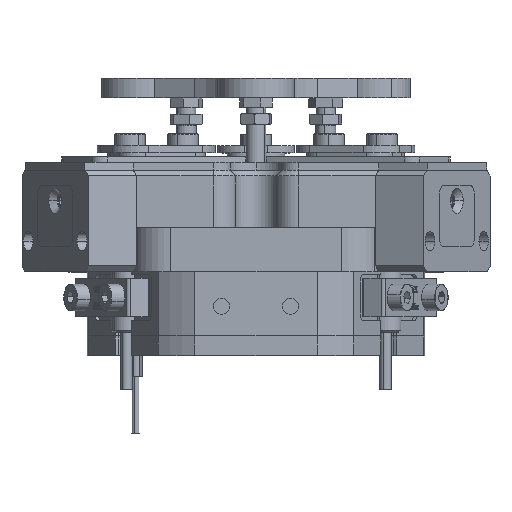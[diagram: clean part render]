
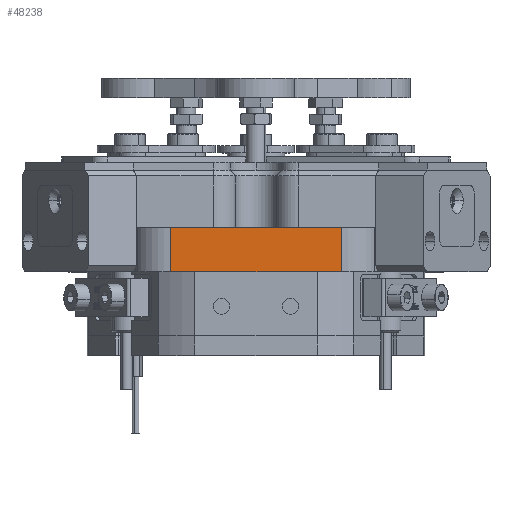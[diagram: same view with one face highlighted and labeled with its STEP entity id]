
A CAD part, top view. The second image highlights one B-rep face of the part: STEP entity #48238.
In plain terms, the highlighted planar face has unit normal (0, 0, 1).
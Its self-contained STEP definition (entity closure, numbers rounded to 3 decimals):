
#687 = VECTOR ( 'NONE', #16390, 1000. ) ;
#4431 = ORIENTED_EDGE ( 'NONE', *, *, #69283, .F. ) ;
#6563 = PLANE ( 'NONE',  #69691 ) ;
#8445 = ORIENTED_EDGE ( 'NONE', *, *, #68445, .T. ) ;
#12774 = EDGE_LOOP ( 'NONE', ( #8445, #38206, #4431, #60983 ) ) ;
#14472 = CARTESIAN_POINT ( 'NONE',  ( 22.228, -329.685, 43.5 ) ) ;
#16390 = DIRECTION ( 'NONE',  ( -1., 0., 0. ) ) ;
#17450 = DIRECTION ( 'NONE',  ( 0., -1., 0. ) ) ;
#18555 = VECTOR ( 'NONE', #17450, 1000. ) ;
#20373 = EDGE_CURVE ( 'NONE', #59841, #58780, #32943, .T. ) ;
#21586 = EDGE_CURVE ( 'NONE', #53065, #54487, #50565, .T. ) ;
#22467 = DIRECTION ( 'NONE',  ( 0., 0., 1. ) ) ;
#22712 = CARTESIAN_POINT ( 'NONE',  ( 75.344, -329.685, 43.5 ) ) ;
#32943 = LINE ( 'NONE', #55741, #18555 ) ;
#38206 = ORIENTED_EDGE ( 'NONE', *, *, #20373, .T. ) ;
#40088 = FACE_OUTER_BOUND ( 'NONE', #12774, .T. ) ;
#42852 = CARTESIAN_POINT ( 'NONE',  ( -22.228, 28.2, 43.5 ) ) ;
#43066 = CARTESIAN_POINT ( 'NONE',  ( 22.228, 16.7, 43.5 ) ) ;
#43693 = DIRECTION ( 'NONE',  ( 1., 0., 0. ) ) ;
#45085 = CARTESIAN_POINT ( 'NONE',  ( 75.344, 28.2, 43.5 ) ) ;
#45578 = VECTOR ( 'NONE', #67377, 1000. ) ;
#46305 = CARTESIAN_POINT ( 'NONE',  ( 22.228, 28.2, 43.5 ) ) ;
#47090 = DIRECTION ( 'NONE',  ( 0., 1., 0. ) ) ;
#48028 = LINE ( 'NONE', #54698, #687 ) ;
#48238 = ADVANCED_FACE ( 'NONE', ( #40088 ), #6563, .T. ) ;
#49731 = LINE ( 'NONE', #45085, #45578 ) ;
#50565 = LINE ( 'NONE', #14472, #62412 ) ;
#53065 = VERTEX_POINT ( 'NONE', #43066 ) ;
#54487 = VERTEX_POINT ( 'NONE', #46305 ) ;
#54698 = CARTESIAN_POINT ( 'NONE',  ( 75.344, 16.7, 43.5 ) ) ;
#55741 = CARTESIAN_POINT ( 'NONE',  ( -22.228, -329.685, 43.5 ) ) ;
#58780 = VERTEX_POINT ( 'NONE', #62819 ) ;
#59841 = VERTEX_POINT ( 'NONE', #42852 ) ;
#60983 = ORIENTED_EDGE ( 'NONE', *, *, #21586, .T. ) ;
#62412 = VECTOR ( 'NONE', #47090, 1000. ) ;
#62819 = CARTESIAN_POINT ( 'NONE',  ( -22.228, 16.7, 43.5 ) ) ;
#67377 = DIRECTION ( 'NONE',  ( -1., 0., 0. ) ) ;
#68445 = EDGE_CURVE ( 'NONE', #54487, #59841, #49731, .T. ) ;
#69283 = EDGE_CURVE ( 'NONE', #53065, #58780, #48028, .T. ) ;
#69691 = AXIS2_PLACEMENT_3D ( 'NONE', #22712, #22467, #43693 ) ;
